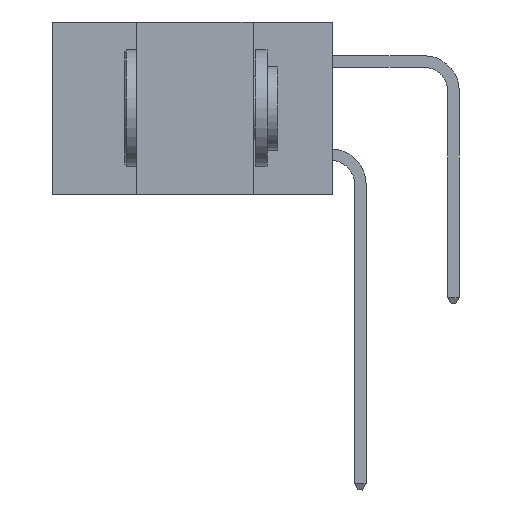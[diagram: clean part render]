
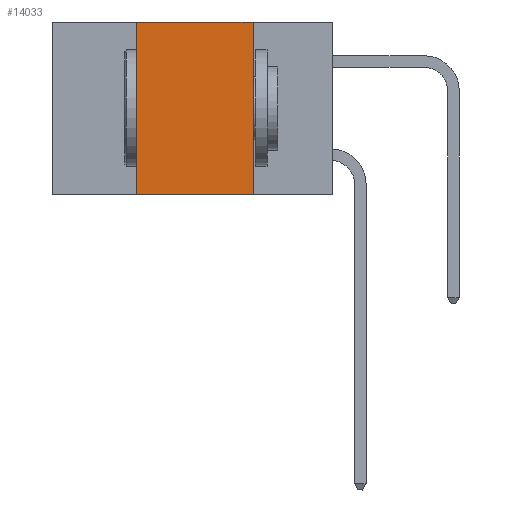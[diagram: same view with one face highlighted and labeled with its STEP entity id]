
A CAD part, left-side view. The second image highlights one B-rep face of the part: STEP entity #14033.
In plain terms, the highlighted planar face has unit normal (-1, 0, 0).
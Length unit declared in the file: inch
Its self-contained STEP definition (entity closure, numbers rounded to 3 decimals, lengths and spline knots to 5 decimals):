
#1 = CARTESIAN_POINT ( 'NONE',  ( 0., 0.6, -0.37 ) ) ;
#2115 = VERTEX_POINT ( 'NONE', #27884 ) ;
#2310 = VECTOR ( 'NONE', #13228, 39.37008 ) ;
#2498 = CARTESIAN_POINT ( 'NONE',  ( 0., 0.6, 0. ) ) ;
#3953 = LINE ( 'NONE', #4244, #2310 ) ;
#4244 = CARTESIAN_POINT ( 'NONE',  ( 0., 0.42, -0.37 ) ) ;
#5121 = CARTESIAN_POINT ( 'NONE',  ( 0., 0.17, -0.37 ) ) ;
#5698 = CARTESIAN_POINT ( 'NONE',  ( 0., 0.6, 0. ) ) ;
#6645 = DIRECTION ( 'NONE',  ( 0., -1., 0. ) ) ;
#9232 = CARTESIAN_POINT ( 'NONE',  ( 0., 0.17, 0. ) ) ;
#9235 = EDGE_CURVE ( 'NONE', #28120, #14577, #28484, .T. ) ;
#9429 = EDGE_CURVE ( 'NONE', #2115, #14577, #17426, .T. ) ;
#9865 = DIRECTION ( 'NONE',  ( 0., 0., -1. ) ) ;
#10088 = VECTOR ( 'NONE', #14696, 39.37008 ) ;
#10257 = LINE ( 'NONE', #5698, #10088 ) ;
#10321 = EDGE_LOOP ( 'NONE', ( #14349, #11617, #26493, #13188 ) ) ;
#11337 = AXIS2_PLACEMENT_3D ( 'NONE', #2498, #20504, #9865 ) ;
#11617 = ORIENTED_EDGE ( 'NONE', *, *, #20160, .F. ) ;
#11722 = EDGE_CURVE ( 'NONE', #2115, #13869, #3953, .T. ) ;
#13188 = ORIENTED_EDGE ( 'NONE', *, *, #9429, .T. ) ;
#13228 = DIRECTION ( 'NONE',  ( 0., 0., 1. ) ) ;
#13713 = FACE_OUTER_BOUND ( 'NONE', #10321, .T. ) ;
#13869 = VERTEX_POINT ( 'NONE', #18434 ) ;
#14033 = ADVANCED_FACE ( 'NONE', ( #13713 ), #22700, .F. ) ;
#14043 = VECTOR ( 'NONE', #27790, 39.37008 ) ;
#14349 = ORIENTED_EDGE ( 'NONE', *, *, #9235, .F. ) ;
#14577 = VERTEX_POINT ( 'NONE', #5121 ) ;
#14696 = DIRECTION ( 'NONE',  ( 0., -1., 0. ) ) ;
#17374 = VECTOR ( 'NONE', #6645, 39.37008 ) ;
#17426 = LINE ( 'NONE', #1, #17374 ) ;
#18434 = CARTESIAN_POINT ( 'NONE',  ( 0., 0.42, 0. ) ) ;
#20160 = EDGE_CURVE ( 'NONE', #13869, #28120, #10257, .T. ) ;
#20504 = DIRECTION ( 'NONE',  ( 1., 0., 0. ) ) ;
#22700 = PLANE ( 'NONE',  #11337 ) ;
#25426 = CARTESIAN_POINT ( 'NONE',  ( 0., 0.17, -0.37 ) ) ;
#26493 = ORIENTED_EDGE ( 'NONE', *, *, #11722, .F. ) ;
#27790 = DIRECTION ( 'NONE',  ( 0., 0., -1. ) ) ;
#27884 = CARTESIAN_POINT ( 'NONE',  ( 0., 0.42, -0.37 ) ) ;
#28120 = VERTEX_POINT ( 'NONE', #9232 ) ;
#28484 = LINE ( 'NONE', #25426, #14043 ) ;
